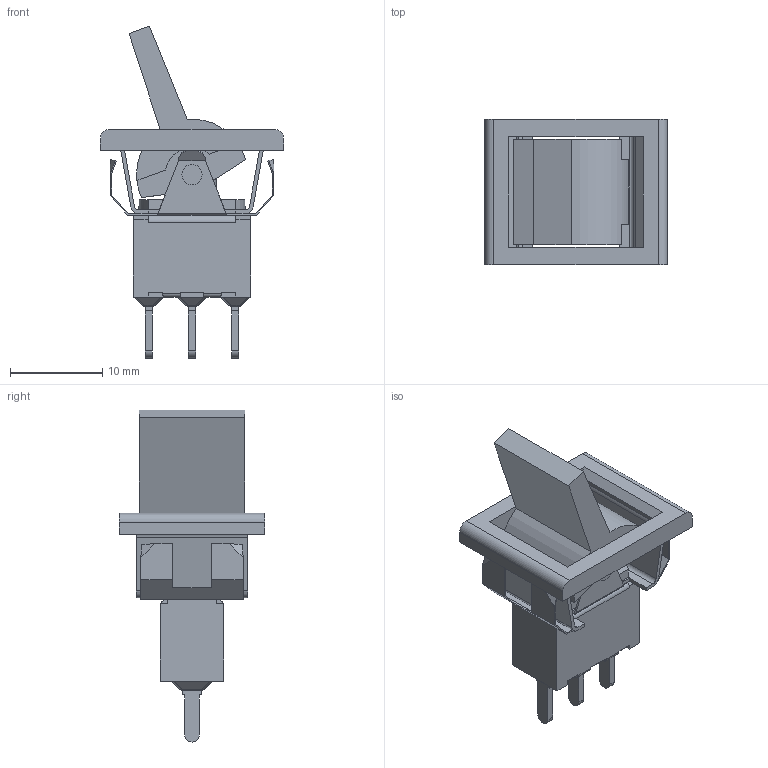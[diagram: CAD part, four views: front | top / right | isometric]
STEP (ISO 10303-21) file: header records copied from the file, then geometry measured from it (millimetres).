
FILE_DESCRIPTION((' '),'2;1');
FILE_NAME('300SPxR7xxxM3xExxx.stp','2017-08-01T08:59:15',(' '),(' '),' ','ACIS',' ');
FILE_SCHEMA(('CONFIG_CONTROL_DESIGN'));
Length unit declared in the file: inch
Products named in the file (1): 300SPxR7xxxM3xExxx.stp
Bounding box: 19.85 x 15.8 x 35.98 mm (x, y, z)
Volume: 2049.2 mm3; surface area: 3430.2 mm2
Topology: 1 solids, 5 shells, 386 faces, 998 edges, 623 vertices
Faces by surface type: plane 305, cylinder 69, sphere 12
Full cylindrical faces by diameter (mm): 2.2 x4, 3.2 x1, 5.2 x1
Entity records: 11614 total; most frequent: CARTESIAN_POINT 2002, ORIENTED_EDGE 1986, DIRECTION 1935, EDGE_CURVE 993, VECTOR 825, LINE 825, VERTEX_POINT 622, AXIS2_PLACEMENT_3D 555
